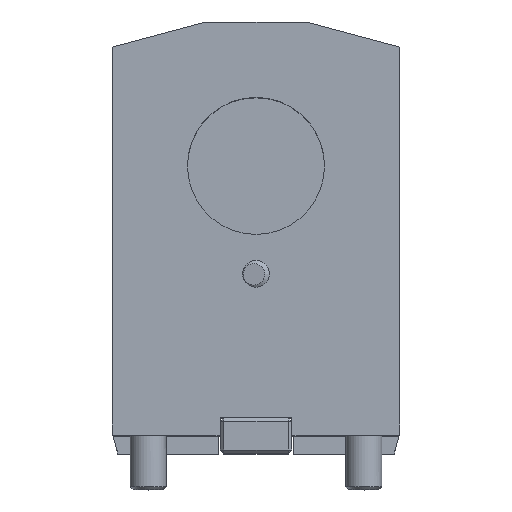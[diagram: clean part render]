
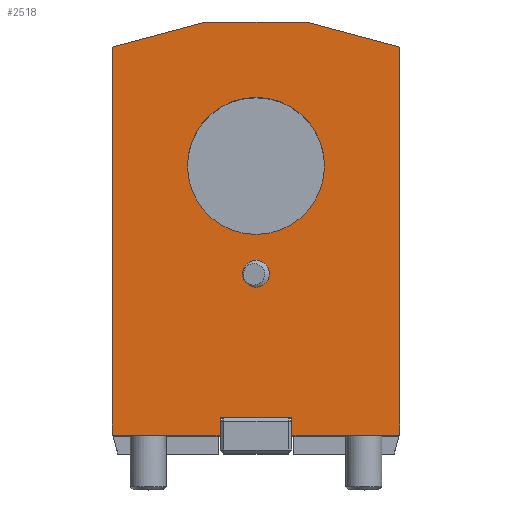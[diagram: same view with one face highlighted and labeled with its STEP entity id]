
A CAD part, top view. The second image highlights one B-rep face of the part: STEP entity #2518.
In plain terms, the highlighted planar face has unit normal (0, 0, 1).
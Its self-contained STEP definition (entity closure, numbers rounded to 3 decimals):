
#353 = EDGE_CURVE ( 'NONE', #8925, #3602, #20266, .T. ) ;
#392 = VERTEX_POINT ( 'NONE', #16066 ) ;
#447 = VERTEX_POINT ( 'NONE', #7545 ) ;
#491 = CARTESIAN_POINT ( 'NONE',  ( -40., 0., 40. ) ) ;
#520 = DIRECTION ( 'NONE',  ( 0.259, 0.966, 0. ) ) ;
#598 = CARTESIAN_POINT ( 'NONE',  ( -40., 1., 40. ) ) ;
#798 = ORIENTED_EDGE ( 'NONE', *, *, #13368, .T. ) ;
#868 = CARTESIAN_POINT ( 'NONE',  ( -10., 0., 40. ) ) ;
#919 = CARTESIAN_POINT ( 'NONE',  ( -10., 5., 40. ) ) ;
#1038 = CARTESIAN_POINT ( 'NONE',  ( -14., 115., 40. ) ) ;
#1154 = VECTOR ( 'NONE', #16113, 1000. ) ;
#1323 = DIRECTION ( 'NONE',  ( -1., 0., 0. ) ) ;
#1332 = DIRECTION ( 'NONE',  ( 0., -1., 0. ) ) ;
#1418 = VECTOR ( 'NONE', #8702, 1000. ) ;
#1522 = VECTOR ( 'NONE', #15196, 1000. ) ;
#1833 = EDGE_CURVE ( 'NONE', #447, #3345, #18096, .T. ) ;
#2053 = VERTEX_POINT ( 'NONE', #7543 ) ;
#2225 = DIRECTION ( 'NONE',  ( 0., 0., 1. ) ) ;
#2518 = ADVANCED_FACE ( 'Defeature completata1_12', ( #8082, #3019, #6217 ), #7971, .F. ) ;
#2579 = EDGE_LOOP ( 'NONE', ( #18226 ) ) ;
#2660 = VERTEX_POINT ( 'NONE', #15430 ) ;
#2811 = VECTOR ( 'NONE', #10059, 1000. ) ;
#3019 = FACE_BOUND ( 'NONE', #2579, .T. ) ;
#3239 = VERTEX_POINT ( 'NONE', #14011 ) ;
#3335 = CARTESIAN_POINT ( 'NONE',  ( -3.714, 45., 40. ) ) ;
#3345 = VERTEX_POINT ( 'NONE', #19156 ) ;
#3506 = LINE ( 'NONE', #9812, #1154 ) ;
#3594 = EDGE_CURVE ( 'NONE', #5228, #2053, #6394, .T. ) ;
#3602 = VERTEX_POINT ( 'NONE', #4856 ) ;
#4030 = VECTOR ( 'NONE', #1332, 1000. ) ;
#4330 = EDGE_CURVE ( 'NONE', #3345, #2660, #11018, .T. ) ;
#4748 = AXIS2_PLACEMENT_3D ( 'NONE', #18832, #17576, #7399 ) ;
#4822 = DIRECTION ( 'NONE',  ( -0.966, 0.259, 0. ) ) ;
#4856 = CARTESIAN_POINT ( 'NONE',  ( -10., 5., 40. ) ) ;
#4923 = LINE ( 'NONE', #15687, #11704 ) ;
#5144 = ORIENTED_EDGE ( 'NONE', *, *, #353, .F. ) ;
#5228 = VERTEX_POINT ( 'NONE', #18182 ) ;
#5353 = VECTOR ( 'NONE', #10946, 1000. ) ;
#5701 = EDGE_CURVE ( 'NONE', #13609, #3239, #9750, .T. ) ;
#5986 = CARTESIAN_POINT ( 'NONE',  ( 10., 5., 40. ) ) ;
#6198 = EDGE_CURVE ( 'NONE', #17050, #3239, #8502, .T. ) ;
#6217 = FACE_OUTER_BOUND ( 'NONE', #9988, .T. ) ;
#6353 = CARTESIAN_POINT ( 'NONE',  ( 14., 115., 40. ) ) ;
#6394 = LINE ( 'NONE', #18049, #6431 ) ;
#6431 = VECTOR ( 'NONE', #19015, 1000. ) ;
#6839 = DIRECTION ( 'NONE',  ( 0., 0., -1. ) ) ;
#6980 = CARTESIAN_POINT ( 'NONE',  ( 10., 5., 40. ) ) ;
#7090 = LINE ( 'NONE', #919, #10765 ) ;
#7241 = CARTESIAN_POINT ( 'NONE',  ( 40., -5., 40. ) ) ;
#7298 = EDGE_CURVE ( 'NONE', #3602, #13609, #7090, .T. ) ;
#7399 = DIRECTION ( 'NONE',  ( -1., 0., 0. ) ) ;
#7543 = CARTESIAN_POINT ( 'NONE',  ( 10., 0., 40. ) ) ;
#7545 = CARTESIAN_POINT ( 'NONE',  ( 40., 1., 40. ) ) ;
#7680 = ORIENTED_EDGE ( 'NONE', *, *, #11521, .T. ) ;
#7971 = PLANE ( 'NONE',  #4748 ) ;
#8082 = FACE_BOUND ( 'NONE', #15604, .T. ) ;
#8098 = CARTESIAN_POINT ( 'NONE',  ( 0., 75., 40. ) ) ;
#8193 = DIRECTION ( 'NONE',  ( -1., 0., 0. ) ) ;
#8385 = DIRECTION ( 'NONE',  ( -1., 0., 0. ) ) ;
#8502 = LINE ( 'NONE', #598, #2811 ) ;
#8702 = DIRECTION ( 'NONE',  ( 0., 1., 0. ) ) ;
#8797 = EDGE_CURVE ( 'NONE', #2660, #15822, #4923, .T. ) ;
#8925 = VERTEX_POINT ( 'NONE', #6980 ) ;
#9071 = VERTEX_POINT ( 'NONE', #17290 ) ;
#9089 = CARTESIAN_POINT ( 'NONE',  ( 10., 5., 40. ) ) ;
#9134 = EDGE_CURVE ( 'NONE', #392, #392, #15667, .T. ) ;
#9182 = LINE ( 'NONE', #9089, #4030 ) ;
#9279 = VECTOR ( 'NONE', #8193, 1000. ) ;
#9645 = ORIENTED_EDGE ( 'NONE', *, *, #1833, .T. ) ;
#9750 = LINE ( 'NONE', #491, #9279 ) ;
#9812 = CARTESIAN_POINT ( 'NONE',  ( -40., 25., 40. ) ) ;
#9832 = CARTESIAN_POINT ( 'NONE',  ( 0., 45., 40. ) ) ;
#9988 = EDGE_LOOP ( 'NONE', ( #19315, #10077, #10842, #16648, #10123, #17312, #5144, #7680, #14891, #798, #9645, #13763 ) ) ;
#10058 = EDGE_CURVE ( 'NONE', #15822, #9071, #18480, .T. ) ;
#10059 = DIRECTION ( 'NONE',  ( 0.259, -0.966, 0. ) ) ;
#10077 = ORIENTED_EDGE ( 'NONE', *, *, #10058, .T. ) ;
#10123 = ORIENTED_EDGE ( 'NONE', *, *, #5701, .F. ) ;
#10765 = VECTOR ( 'NONE', #15079, 1000. ) ;
#10842 = ORIENTED_EDGE ( 'NONE', *, *, #17625, .T. ) ;
#10946 = DIRECTION ( 'NONE',  ( -1., 0., 0. ) ) ;
#11018 = LINE ( 'NONE', #6353, #14647 ) ;
#11521 = EDGE_CURVE ( 'NONE', #8925, #2053, #9182, .T. ) ;
#11704 = VECTOR ( 'NONE', #1323, 1000. ) ;
#11860 = EDGE_CURVE ( 'NONE', #14205, #14205, #13946, .T. ) ;
#12224 = VECTOR ( 'NONE', #520, 1000. ) ;
#12226 = CARTESIAN_POINT ( 'NONE',  ( 38.392, -5., 40. ) ) ;
#13115 = CARTESIAN_POINT ( 'NONE',  ( -40., 1., 40. ) ) ;
#13368 = EDGE_CURVE ( 'NONE', #5228, #447, #19496, .T. ) ;
#13609 = VERTEX_POINT ( 'NONE', #868 ) ;
#13763 = ORIENTED_EDGE ( 'NONE', *, *, #4330, .T. ) ;
#13946 = CIRCLE ( 'NONE', #15255, 3.714 ) ;
#14011 = CARTESIAN_POINT ( 'NONE',  ( -39.732, 0., 40. ) ) ;
#14205 = VERTEX_POINT ( 'NONE', #3335 ) ;
#14647 = VECTOR ( 'NONE', #4822, 1000. ) ;
#14745 = DIRECTION ( 'NONE',  ( 1., 0., 0. ) ) ;
#14891 = ORIENTED_EDGE ( 'NONE', *, *, #3594, .F. ) ;
#15079 = DIRECTION ( 'NONE',  ( 0., -1., 0. ) ) ;
#15196 = DIRECTION ( 'NONE',  ( -0.966, -0.259, 0. ) ) ;
#15255 = AXIS2_PLACEMENT_3D ( 'NONE', #9832, #6839, #8385 ) ;
#15358 = AXIS2_PLACEMENT_3D ( 'NONE', #8098, #2225, #14745 ) ;
#15430 = CARTESIAN_POINT ( 'NONE',  ( 14., 115., 40. ) ) ;
#15604 = EDGE_LOOP ( 'NONE', ( #20367 ) ) ;
#15667 = CIRCLE ( 'NONE', #15358, 19.05 ) ;
#15687 = CARTESIAN_POINT ( 'NONE',  ( 30., 115., 40. ) ) ;
#15822 = VERTEX_POINT ( 'NONE', #17786 ) ;
#16066 = CARTESIAN_POINT ( 'NONE',  ( 19.05, 75., 40. ) ) ;
#16113 = DIRECTION ( 'NONE',  ( 0., -1., 0. ) ) ;
#16648 = ORIENTED_EDGE ( 'NONE', *, *, #6198, .T. ) ;
#17050 = VERTEX_POINT ( 'NONE', #13115 ) ;
#17290 = CARTESIAN_POINT ( 'NONE',  ( -40., 108.033, 40. ) ) ;
#17312 = ORIENTED_EDGE ( 'NONE', *, *, #7298, .F. ) ;
#17576 = DIRECTION ( 'NONE',  ( 0., 0., -1. ) ) ;
#17625 = EDGE_CURVE ( 'NONE', #9071, #17050, #3506, .T. ) ;
#17786 = CARTESIAN_POINT ( 'NONE',  ( -14., 115., 40. ) ) ;
#18049 = CARTESIAN_POINT ( 'NONE',  ( -40., 0., 40. ) ) ;
#18096 = LINE ( 'NONE', #7241, #1418 ) ;
#18182 = CARTESIAN_POINT ( 'NONE',  ( 39.732, 0., 40. ) ) ;
#18226 = ORIENTED_EDGE ( 'NONE', *, *, #11860, .T. ) ;
#18480 = LINE ( 'NONE', #1038, #1522 ) ;
#18832 = CARTESIAN_POINT ( 'NONE',  ( 0., 0., 40. ) ) ;
#19015 = DIRECTION ( 'NONE',  ( -1., 0., 0. ) ) ;
#19156 = CARTESIAN_POINT ( 'NONE',  ( 40., 108.033, 40. ) ) ;
#19315 = ORIENTED_EDGE ( 'NONE', *, *, #8797, .T. ) ;
#19496 = LINE ( 'NONE', #12226, #12224 ) ;
#20266 = LINE ( 'NONE', #5986, #5353 ) ;
#20367 = ORIENTED_EDGE ( 'NONE', *, *, #9134, .F. ) ;
